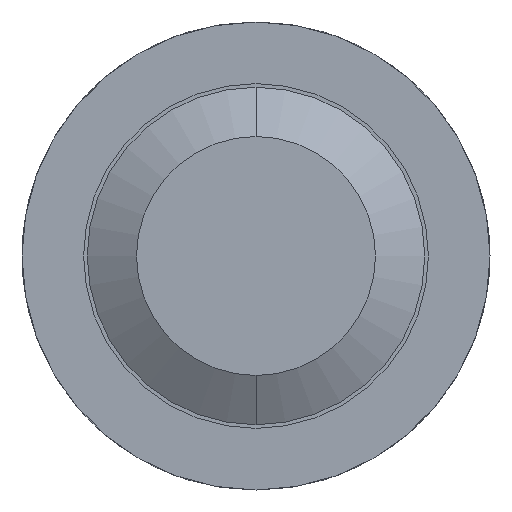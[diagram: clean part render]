
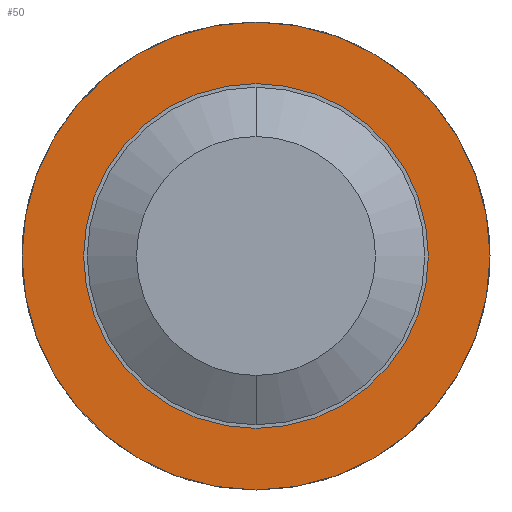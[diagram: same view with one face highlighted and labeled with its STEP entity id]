
A CAD part, front view. The second image highlights one B-rep face of the part: STEP entity #50.
In plain terms, the highlighted planar face has unit normal (0, -1, 0).
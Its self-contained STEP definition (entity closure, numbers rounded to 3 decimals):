
#48 = AXIS2_PLACEMENT_3D ( 'NONE', #1580, #1321, #3008 ) ;
#50 = ADVANCED_FACE ( 'Defeature ausgef�hrt3_16', ( #103, #3119 ), #1113, .F. ) ;
#64 = VERTEX_POINT ( 'NONE', #2001 ) ;
#103 = FACE_OUTER_BOUND ( 'NONE', #2518, .T. ) ;
#120 = ORIENTED_EDGE ( 'NONE', *, *, #2442, .F. ) ;
#160 = DIRECTION ( 'NONE',  ( 0., 1., 0. ) ) ;
#271 = EDGE_CURVE ( 'Defeature ausgef�hrt3_15+Defeature ausgef�hrt3_16+Defeature ausgef�hrt3_16+Defeature ausgef�hrt3_16', #3078, #64, #2949, .T. ) ;
#275 = AXIS2_PLACEMENT_3D ( 'NONE', #914, #597, #611 ) ;
#597 = DIRECTION ( 'NONE',  ( 0., 1., 0. ) ) ;
#611 = DIRECTION ( 'NONE',  ( 0., 0., 1. ) ) ;
#839 = ORIENTED_EDGE ( 'NONE', *, *, #2230, .T. ) ;
#872 = ORIENTED_EDGE ( 'NONE', *, *, #271, .F. ) ;
#914 = CARTESIAN_POINT ( 'NONE',  ( 0.95, -2.5, 0. ) ) ;
#1039 = CARTESIAN_POINT ( 'NONE',  ( 0., -2.5, 0. ) ) ;
#1078 = VERTEX_POINT ( 'NONE', #2645 ) ;
#1113 = PLANE ( 'NONE',  #275 ) ;
#1145 = AXIS2_PLACEMENT_3D ( 'NONE', #1997, #2047, #2600 ) ;
#1173 = CARTESIAN_POINT ( 'NONE',  ( 0., -2.5, 0.685 ) ) ;
#1312 = EDGE_CURVE ( 'Defeature ausgef�hrt3_16+Defeature ausgef�hrt3_10+Defeature ausgef�hrt3_10+Defeature ausgef�hrt3_10', #1534, #1078, #2685, .T. ) ;
#1321 = DIRECTION ( 'NONE',  ( 0., 1., 0. ) ) ;
#1420 = AXIS2_PLACEMENT_3D ( 'NONE', #1039, #3607, #1633 ) ;
#1534 = VERTEX_POINT ( 'NONE', #1173 ) ;
#1574 = CIRCLE ( 'NONE', #1420, 0.685 ) ;
#1580 = CARTESIAN_POINT ( 'NONE',  ( 0., -2.5, 0. ) ) ;
#1633 = DIRECTION ( 'NONE',  ( 0., 0., 1. ) ) ;
#1858 = CARTESIAN_POINT ( 'NONE',  ( 0., -2.5, 0. ) ) ;
#1864 = ORIENTED_EDGE ( 'NONE', *, *, #1312, .T. ) ;
#1951 = EDGE_LOOP ( 'NONE', ( #1864, #839 ) ) ;
#1997 = CARTESIAN_POINT ( 'NONE',  ( 0., -2.5, 0. ) ) ;
#2001 = CARTESIAN_POINT ( 'NONE',  ( 0., -2.5, 0.95 ) ) ;
#2047 = DIRECTION ( 'NONE',  ( 0., 1., 0. ) ) ;
#2089 = AXIS2_PLACEMENT_3D ( 'NONE', #1858, #160, #2157 ) ;
#2157 = DIRECTION ( 'NONE',  ( 0., 0., 1. ) ) ;
#2230 = EDGE_CURVE ( 'Defeature ausgef�hrt3_16+Defeature ausgef�hrt3_10+Defeature ausgef�hrt3_10+Defeature ausgef�hrt3_10', #1078, #1534, #1574, .T. ) ;
#2262 = CARTESIAN_POINT ( 'NONE',  ( 0., -2.5, -0.95 ) ) ;
#2442 = EDGE_CURVE ( 'Defeature ausgef�hrt3_15+Defeature ausgef�hrt3_16+Defeature ausgef�hrt3_16+Defeature ausgef�hrt3_16', #64, #3078, #3447, .T. ) ;
#2518 = EDGE_LOOP ( 'NONE', ( #120, #872 ) ) ;
#2600 = DIRECTION ( 'NONE',  ( 0., 0., 1. ) ) ;
#2645 = CARTESIAN_POINT ( 'NONE',  ( 0., -2.5, -0.685 ) ) ;
#2685 = CIRCLE ( 'NONE', #2089, 0.685 ) ;
#2949 = CIRCLE ( 'NONE', #48, 0.95 ) ;
#3008 = DIRECTION ( 'NONE',  ( 0., 0., 1. ) ) ;
#3078 = VERTEX_POINT ( 'NONE', #2262 ) ;
#3119 = FACE_BOUND ( 'NONE', #1951, .T. ) ;
#3447 = CIRCLE ( 'NONE', #1145, 0.95 ) ;
#3607 = DIRECTION ( 'NONE',  ( 0., 1., 0. ) ) ;
